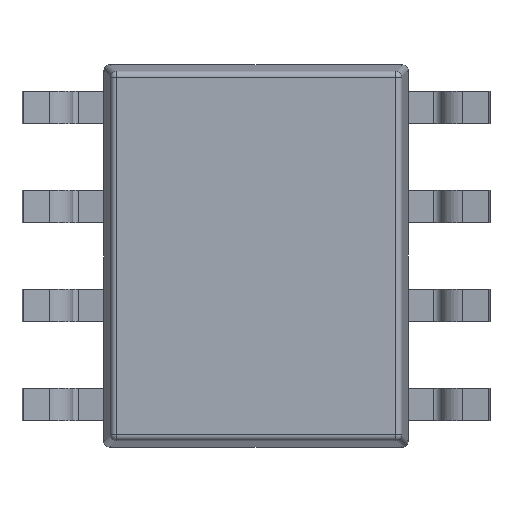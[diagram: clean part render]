
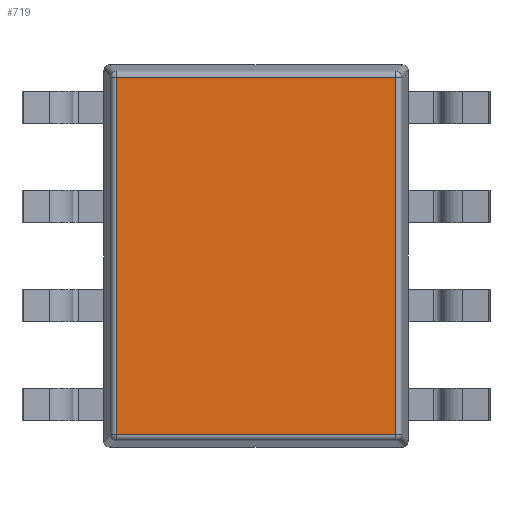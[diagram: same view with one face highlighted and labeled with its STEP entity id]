
A CAD part, front view. The second image highlights one B-rep face of the part: STEP entity #719.
In plain terms, the highlighted planar face has unit normal (0, -1, 0).
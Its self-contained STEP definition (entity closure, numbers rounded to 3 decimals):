
#90 = LINE ( 'NONE', #502, #962 ) ;
#199 = FACE_OUTER_BOUND ( 'NONE', #373, .T. ) ;
#214 = DIRECTION ( 'NONE',  ( -1., 0., 0. ) ) ;
#230 = VERTEX_POINT ( 'NONE', #2492 ) ;
#323 = DIRECTION ( 'NONE',  ( 0., 0., -1. ) ) ;
#337 = ORIENTED_EDGE ( 'NONE', *, *, #4544, .T. ) ;
#373 = EDGE_LOOP ( 'NONE', ( #337, #4775, #571, #1696 ) ) ;
#502 = CARTESIAN_POINT ( 'NONE',  ( 1.86, 0.25, -2.295 ) ) ;
#571 = ORIENTED_EDGE ( 'NONE', *, *, #4223, .T. ) ;
#655 = CARTESIAN_POINT ( 'NONE',  ( 1.795, 0.25, 2.36 ) ) ;
#719 = ADVANCED_FACE ( 'NONE', ( #199 ), #3229, .T. ) ;
#962 = VECTOR ( 'NONE', #2668, 1000. ) ;
#1046 = DIRECTION ( 'NONE',  ( 0., 0., -1. ) ) ;
#1092 = CARTESIAN_POINT ( 'NONE',  ( 1.795, 0.25, 2.295 ) ) ;
#1696 = ORIENTED_EDGE ( 'NONE', *, *, #4968, .T. ) ;
#2218 = VECTOR ( 'NONE', #214, 1000. ) ;
#2416 = LINE ( 'NONE', #4036, #2218 ) ;
#2465 = VERTEX_POINT ( 'NONE', #4744 ) ;
#2492 = CARTESIAN_POINT ( 'NONE',  ( -1.795, 0.25, -2.295 ) ) ;
#2668 = DIRECTION ( 'NONE',  ( 1., 0., 0. ) ) ;
#2785 = CARTESIAN_POINT ( 'NONE',  ( 0., 0.25, 0. ) ) ;
#2929 = DIRECTION ( 'NONE',  ( 0., -1., 0. ) ) ;
#3014 = LINE ( 'NONE', #4916, #3728 ) ;
#3112 = VERTEX_POINT ( 'NONE', #1092 ) ;
#3149 = CARTESIAN_POINT ( 'NONE',  ( 1.795, 0.25, -2.295 ) ) ;
#3229 = PLANE ( 'NONE',  #4347 ) ;
#3728 = VECTOR ( 'NONE', #1046, 1000. ) ;
#3730 = VECTOR ( 'NONE', #4959, 1000. ) ;
#3829 = EDGE_CURVE ( 'NONE', #3112, #2465, #2416, .T. ) ;
#4036 = CARTESIAN_POINT ( 'NONE',  ( -1.86, 0.25, 2.295 ) ) ;
#4223 = EDGE_CURVE ( 'NONE', #2465, #230, #3014, .T. ) ;
#4347 = AXIS2_PLACEMENT_3D ( 'NONE', #2785, #2929, #323 ) ;
#4544 = EDGE_CURVE ( 'NONE', #5167, #3112, #4996, .T. ) ;
#4744 = CARTESIAN_POINT ( 'NONE',  ( -1.795, 0.25, 2.295 ) ) ;
#4775 = ORIENTED_EDGE ( 'NONE', *, *, #3829, .T. ) ;
#4916 = CARTESIAN_POINT ( 'NONE',  ( -1.795, 0.25, -2.36 ) ) ;
#4959 = DIRECTION ( 'NONE',  ( 0., 0., 1. ) ) ;
#4968 = EDGE_CURVE ( 'NONE', #230, #5167, #90, .T. ) ;
#4996 = LINE ( 'NONE', #655, #3730 ) ;
#5167 = VERTEX_POINT ( 'NONE', #3149 ) ;
